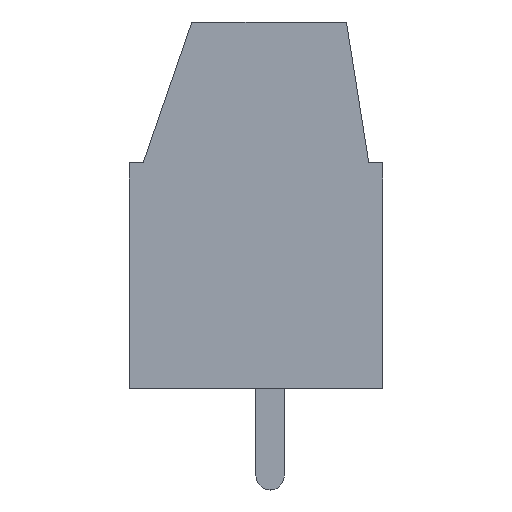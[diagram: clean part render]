
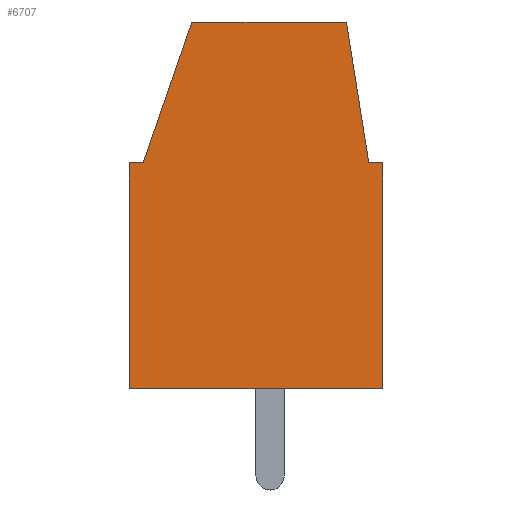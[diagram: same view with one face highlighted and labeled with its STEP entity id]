
A CAD part, left-side view. The second image highlights one B-rep face of the part: STEP entity #6707.
In plain terms, the highlighted face is planar.
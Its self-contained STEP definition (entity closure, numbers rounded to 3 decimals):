
#762=ORIENTED_EDGE('',*,*,#1790,.F.);
#763=ORIENTED_EDGE('',*,*,#1801,.T.);
#764=ORIENTED_EDGE('',*,*,#2017,.T.);
#765=ORIENTED_EDGE('',*,*,#1786,.T.);
#766=ORIENTED_EDGE('',*,*,#2026,.T.);
#767=ORIENTED_EDGE('',*,*,#2010,.T.);
#768=ORIENTED_EDGE('',*,*,#1781,.F.);
#769=ORIENTED_EDGE('',*,*,#1925,.F.);
#1781=EDGE_CURVE('',#2531,#2529,#3026,.T.);
#1786=EDGE_CURVE('',#2533,#2536,#3030,.T.);
#1790=EDGE_CURVE('',#2540,#2541,#3034,.T.);
#1801=EDGE_CURVE('',#2540,#2550,#3045,.T.);
#1925=EDGE_CURVE('',#2541,#2531,#3145,.T.);
#2010=EDGE_CURVE('',#2689,#2529,#3206,.T.);
#2017=EDGE_CURVE('',#2550,#2533,#3212,.T.);
#2026=EDGE_CURVE('',#2536,#2689,#3220,.T.);
#2529=VERTEX_POINT('',#8673);
#2531=VERTEX_POINT('',#8677);
#2533=VERTEX_POINT('',#8683);
#2536=VERTEX_POINT('',#8688);
#2540=VERTEX_POINT('',#8697);
#2541=VERTEX_POINT('',#8699);
#2550=VERTEX_POINT('',#8719);
#2689=VERTEX_POINT('',#9367);
#3026=LINE('',#8678,#3620);
#3030=LINE('',#8689,#3624);
#3034=LINE('',#8698,#3628);
#3045=LINE('',#8720,#3639);
#3145=LINE('',#9031,#3739);
#3206=LINE('',#9366,#3800);
#3212=LINE('',#9381,#3806);
#3220=LINE('',#9401,#3814);
#3620=VECTOR('',#7290,1000.);
#3624=VECTOR('',#7298,1000.);
#3628=VECTOR('',#7304,1000.);
#3639=VECTOR('',#7317,1000.);
#3739=VECTOR('',#7523,1000.);
#3800=VECTOR('',#7678,1000.);
#3806=VECTOR('',#7698,1000.);
#3814=VECTOR('',#7726,1000.);
#4294=EDGE_LOOP('',(#762,#763,#764,#765,#766,#767,#768,#769));
#4549=FACE_BOUND('',#4294,.T.);
#4779=PLANE('',#7015);
#6707=ADVANCED_FACE('',(#4549),#4779,.T.);
#7015=AXIS2_PLACEMENT_3D('',#9407,#7737,#7738);
#7290=DIRECTION('',(0.,1.,0.));
#7298=DIRECTION('',(-1.,0.,0.));
#7304=DIRECTION('',(0.,-1.,0.));
#7317=DIRECTION('',(-1.,0.,0.));
#7523=DIRECTION('',(-1.,0.,0.));
#7678=DIRECTION('',(-1.,0.,0.));
#7698=DIRECTION('',(-0.156,0.988,0.));
#7726=DIRECTION('',(-0.326,-0.946,0.));
#7737=DIRECTION('',(0.,0.,1.));
#7738=DIRECTION('',(1.,0.,0.));
#8673=CARTESIAN_POINT('',(-5.,8.,0.));
#8677=CARTESIAN_POINT('',(-5.,0.,0.));
#8678=CARTESIAN_POINT('',(-5.,0.,0.));
#8683=CARTESIAN_POINT('',(2.708,13.,0.));
#8688=CARTESIAN_POINT('',(-2.778,13.,0.));
#8689=CARTESIAN_POINT('',(0.,13.,0.));
#8697=CARTESIAN_POINT('',(4.,8.,0.));
#8698=CARTESIAN_POINT('',(4.,0.,0.));
#8699=CARTESIAN_POINT('',(4.,0.,0.));
#8719=CARTESIAN_POINT('',(3.5,8.,0.));
#8720=CARTESIAN_POINT('',(0.,8.,0.));
#9031=CARTESIAN_POINT('',(0.,0.,0.));
#9366=CARTESIAN_POINT('',(0.,8.,0.));
#9367=CARTESIAN_POINT('',(-4.5,8.,0.));
#9381=CARTESIAN_POINT('',(4.767,0.,0.));
#9401=CARTESIAN_POINT('',(-7.255,0.,0.));
#9407=CARTESIAN_POINT('',(-4.433,0.923,0.));
